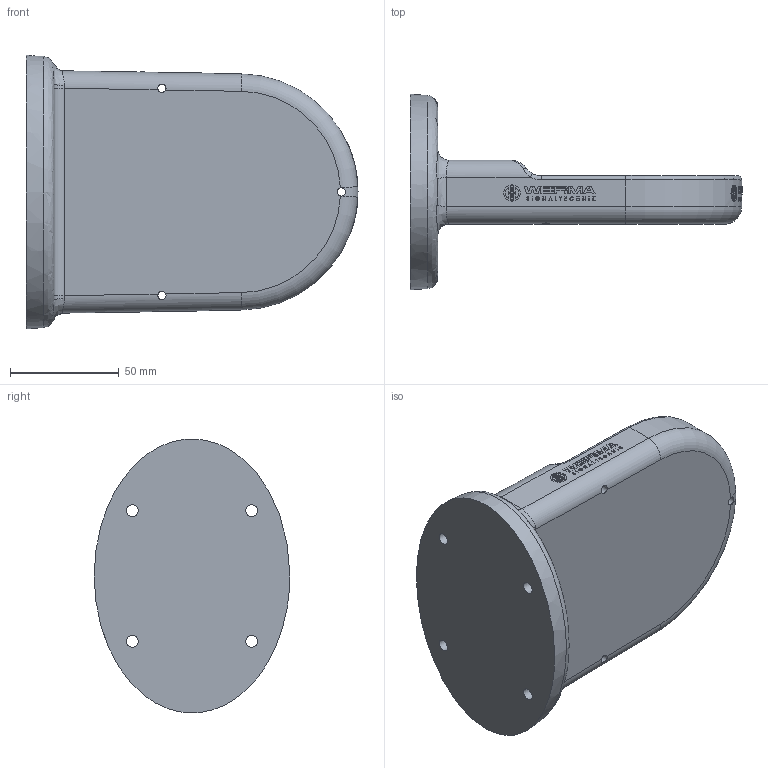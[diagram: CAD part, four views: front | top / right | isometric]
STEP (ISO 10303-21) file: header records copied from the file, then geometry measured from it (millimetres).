
FILE_DESCRIPTION(/* description */ ('Customer part'),/* implementation_level */ '2;1');
FILE_NAME(/* name */ '800000010402_PRT_000.step',/* time_stamp */ '2018-07-16T18:30:56+02:00',/* author */ ('IMPORT'),/* organization */ ('WERMA Signaltechnik GmbH+Co.KG'),/* preprocessor_version */ 'ST-DEVELOPER v17',/* originating_system */ 'Autodesk Inventor 2018',/* authorisation */ 'public');
FILE_SCHEMA (('AUTOMOTIVE_DESIGN { 1 0 10303 214 3 1 1 }'));
Products named in the file (1): 800000010402
Bounding box: 152.7 x 90 x 125.95 mm (x, y, z)
Volume: 434534.5 mm3; surface area: 54588.5 mm2
Topology: 2 solids, 2 shells, 785 faces, 2104 edges, 1389 vertices
Faces by surface type: plane 535, cylinder 129, bspline 115, torus 6
Full cylindrical faces by diameter (mm): 3.8 x3, 5.5 x4, 11 x4
Entity records: 44651 total; most frequent: CARTESIAN_POINT 24915, ORIENTED_EDGE 4208, DIRECTION 3385, EDGE_CURVE 2104, LINE 1431, VECTOR 1431, VERTEX_POINT 1389, AXIS2_PLACEMENT_3D 977
